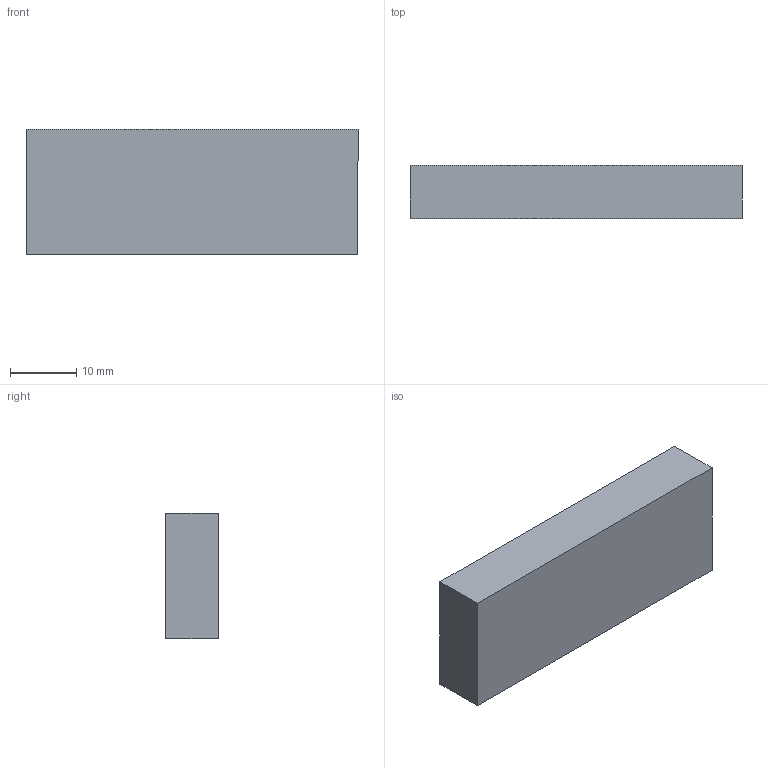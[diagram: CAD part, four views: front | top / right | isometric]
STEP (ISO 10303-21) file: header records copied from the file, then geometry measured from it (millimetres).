
FILE_DESCRIPTION (( 'STEP AP214' ), '1' );
FILE_NAME ('SAA1064 7 Segment Display I2C.STEP', '2019-03-19T20:40:34', ( '' ), ( '' ), 'SwSTEP 2.0', 'SolidWorks 2018', '' );
FILE_SCHEMA (( 'AUTOMOTIVE_DESIGN' ));
Length unit declared in the file: millimetre
Products named in the file (1): SAA1064 7 Segment Display I2C
Bounding box: 50.3 x 8 x 19 mm (x, y, z)
Volume: 7604.9 mm3; surface area: 3097.6 mm2
Topology: 1 solids, 1 shells, 230 faces, 588 edges, 392 vertices
Faces by surface type: plane 230
Entity records: 9310 total; most frequent: CARTESIAN_POINT 1211, ORIENTED_EDGE 1176, DIRECTION 1050, LINE 588, EDGE_CURVE 588, VECTOR 588, VERTEX_POINT 392, EDGE_LOOP 262
